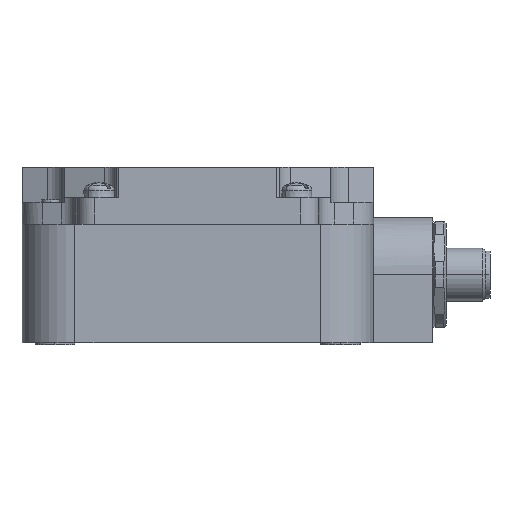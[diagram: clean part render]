
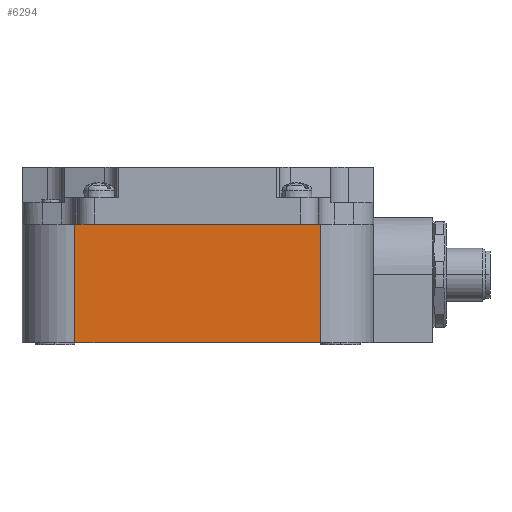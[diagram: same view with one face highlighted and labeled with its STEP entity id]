
A CAD part, left-side view. The second image highlights one B-rep face of the part: STEP entity #6294.
In plain terms, the highlighted planar face has unit normal (-1, 0, 0).
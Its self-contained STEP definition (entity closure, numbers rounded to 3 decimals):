
#5173=CARTESIAN_POINT('POINT510',(-39.95,77.558,
   11.5));
#5174=VERTEX_POINT('VERTEX510',#5173);
#5333=CARTESIAN_POINT('POINT519',(-39.95,29.442,
   11.5));
#5334=VERTEX_POINT('VERTEX519',#5333);
#5816=CARTESIAN_POINT('POINT545',(-39.95,81.45,11.5));
#5817=VERTEX_POINT('VERTEX545',#5816);
#5825=CARTESIAN_POINT('POS839',(-39.95,81.45,11.5));
#5826=DIRECTION('DIR1238',(0.,1.,0.));
#5827=VECTOR('VEC440',#5826,1.);
#5828=LINE('STRAIGHT440',#5825,#5827);
#5829=EDGE_CURVE('EDGE829',#5174,#5817,#5828,.T.);
#5840=EDGE_CURVE('EDGE830',#5334,#5174,#5828,.T.);
#5851=CARTESIAN_POINT('POINT546',(-39.95,25.55,11.5));
#5852=VERTEX_POINT('VERTEX546',#5851);
#5853=EDGE_CURVE('EDGE831',#5852,#5334,#5828,.T.);
#6246=CARTESIAN_POINT('POINT568',(-39.95,81.45,-15.5));
#6247=VERTEX_POINT('VERTEX568',#6246);
#6255=CARTESIAN_POINT('POS880',(-39.95,81.45,-15.5));
#6256=DIRECTION('DIR1299',(0.,0.,1.));
#6257=VECTOR('VEC461',#6256,1.);
#6258=LINE('STRAIGHT461',#6255,#6257);
#6259=EDGE_CURVE('EDGE871',#6247,#5817,#6258,.T.);
#6269=ORIENTED_EDGE('COEDGE1716',*,*,#5853,.T.);
#6270=ORIENTED_EDGE('COEDGE1717',*,*,#5840,.T.);
#6271=ORIENTED_EDGE('COEDGE1718',*,*,#5829,.T.);
#6272=ORIENTED_EDGE('COEDGE1719',*,*,#6259,.F.);
#6273=CARTESIAN_POINT('POINT569',(-39.95,25.55,-15.5));
#6274=VERTEX_POINT('VERTEX569',#6273);
#6275=CARTESIAN_POINT('POS882',(-39.95,81.45,-15.5));
#6276=DIRECTION('DIR1302',(0.,-1.,0.));
#6277=VECTOR('VEC462',#6276,1.);
#6278=LINE('STRAIGHT462',#6275,#6277);
#6279=EDGE_CURVE('EDGE872',#6247,#6274,#6278,.T.);
#6280=ORIENTED_EDGE('COEDGE1720',*,*,#6279,.T.);
#6281=CARTESIAN_POINT('POS883',(-39.95,25.55,-15.5));
#6282=DIRECTION('DIR1303',(0.,0.,1.));
#6283=VECTOR('VEC463',#6282,1.);
#6284=LINE('STRAIGHT463',#6281,#6283);
#6285=EDGE_CURVE('EDGE873',#6274,#5852,#6284,.T.);
#6286=ORIENTED_EDGE('COEDGE1721',*,*,#6285,.T.);
#6287=EDGE_LOOP('NONE',(#6269,#6270,#6271,#6272,#6280,#6286));
#6288=FACE_BOUND('LOOP1',#6287,.T.);
#6289=CARTESIAN_POINT('POS884',(-39.95,25.55,-15.5));
#6290=DIRECTION('DIR1304',(-1.,0.,0.));
#6291=DIRECTION('DIR1305',(0.,1.,0.));
#6292=AXIS2_PLACEMENT_3D('AXIS421',#6289,#6290,#6291);
#6293=PLANE('PLANE146',#6292);
#6294=ADVANCED_FACE('FACE337',(#6288),#6293,.T.);
